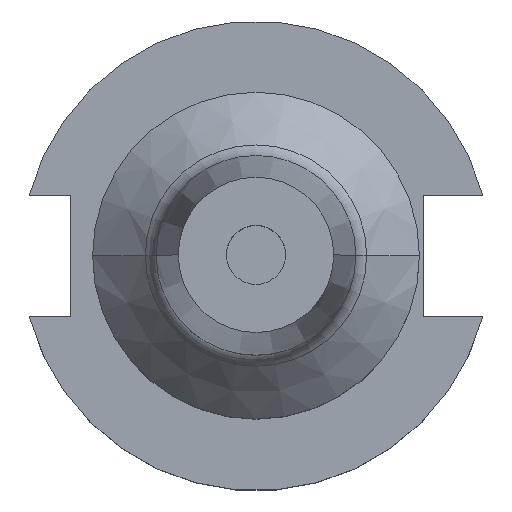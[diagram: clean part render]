
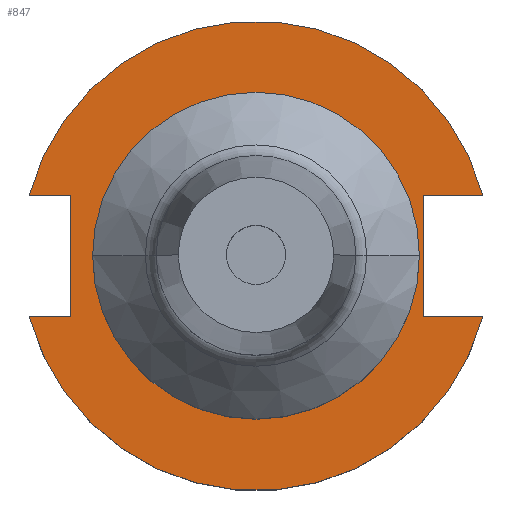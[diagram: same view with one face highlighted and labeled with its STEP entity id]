
A CAD part, top view. The second image highlights one B-rep face of the part: STEP entity #847.
In plain terms, the highlighted planar face has unit normal (0, 0, 1).
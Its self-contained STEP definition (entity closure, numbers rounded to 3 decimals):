
#41 = EDGE_CURVE ( 'NONE', #566, #1220, #114, .T. ) ;
#67 = VERTEX_POINT ( 'NONE', #1678 ) ;
#113 = CARTESIAN_POINT ( 'NONE',  ( -30.675, -8.191, 19.05 ) ) ;
#114 = LINE ( 'NONE', #1238, #1105 ) ;
#139 = ORIENTED_EDGE ( 'NONE', *, *, #996, .F. ) ;
#160 = CARTESIAN_POINT ( 'NONE',  ( 30.675, -8.191, 19.05 ) ) ;
#163 = ORIENTED_EDGE ( 'NONE', *, *, #716, .T. ) ;
#187 = LINE ( 'NONE', #1519, #1165 ) ;
#196 = AXIS2_PLACEMENT_3D ( 'NONE', #1275, #1253, #1232 ) ;
#201 = CARTESIAN_POINT ( 'NONE',  ( -22.1, 0., 19.05 ) ) ;
#204 = LINE ( 'NONE', #471, #1522 ) ;
#215 = CARTESIAN_POINT ( 'NONE',  ( -25.091, 8.191, 19.05 ) ) ;
#259 = CARTESIAN_POINT ( 'NONE',  ( 30.675, 8.191, 19.05 ) ) ;
#268 = CIRCLE ( 'NONE', #196, 31.75 ) ;
#270 = EDGE_CURVE ( 'NONE', #339, #890, #187, .T. ) ;
#282 = AXIS2_PLACEMENT_3D ( 'NONE', #1515, #1393, #1389 ) ;
#339 = VERTEX_POINT ( 'NONE', #215 ) ;
#358 = DIRECTION ( 'NONE',  ( 1., 0., 0. ) ) ;
#370 = EDGE_CURVE ( 'NONE', #1430, #803, #1643, .T. ) ;
#395 = VERTEX_POINT ( 'NONE', #160 ) ;
#398 = DIRECTION ( 'NONE',  ( 1., 0., 0. ) ) ;
#399 = CIRCLE ( 'NONE', #620, 31.75 ) ;
#409 = ORIENTED_EDGE ( 'NONE', *, *, #1281, .T. ) ;
#471 = CARTESIAN_POINT ( 'NONE',  ( -61.091, 8.191, 19.05 ) ) ;
#489 = VERTEX_POINT ( 'NONE', #1699 ) ;
#520 = EDGE_CURVE ( 'NONE', #67, #395, #1103, .T. ) ;
#566 = VERTEX_POINT ( 'NONE', #259 ) ;
#589 = LINE ( 'NONE', #1141, #899 ) ;
#594 = DIRECTION ( 'NONE',  ( 1., 0., 0. ) ) ;
#620 = AXIS2_PLACEMENT_3D ( 'NONE', #1594, #625, #594 ) ;
#625 = DIRECTION ( 'NONE',  ( 0., 0., 1. ) ) ;
#634 = FACE_OUTER_BOUND ( 'NONE', #1653, .T. ) ;
#637 = CARTESIAN_POINT ( 'NONE',  ( 0., -8.191, 19.05 ) ) ;
#677 = DIRECTION ( 'NONE',  ( 0., 0., 1. ) ) ;
#702 = AXIS2_PLACEMENT_3D ( 'NONE', #825, #1023, #1282 ) ;
#716 = EDGE_CURVE ( 'NONE', #489, #339, #204, .T. ) ;
#717 = CARTESIAN_POINT ( 'NONE',  ( 0., 0., 19.05 ) ) ;
#743 = DIRECTION ( 'NONE',  ( 1., 0., 0. ) ) ;
#751 = CIRCLE ( 'NONE', #702, 22.1 ) ;
#797 = CARTESIAN_POINT ( 'NONE',  ( 22.606, 8.191, 19.05 ) ) ;
#803 = VERTEX_POINT ( 'NONE', #201 ) ;
#825 = CARTESIAN_POINT ( 'NONE',  ( 0., 0., 19.05 ) ) ;
#840 = ORIENTED_EDGE ( 'NONE', *, *, #41, .F. ) ;
#847 = ADVANCED_FACE ( 'NONE', ( #991, #634 ), #1621, .F. ) ;
#857 = EDGE_CURVE ( 'NONE', #566, #489, #268, .T. ) ;
#890 = VERTEX_POINT ( 'NONE', #1127 ) ;
#892 = EDGE_CURVE ( 'NONE', #67, #1220, #589, .T. ) ;
#899 = VECTOR ( 'NONE', #1333, 1000. ) ;
#991 = FACE_BOUND ( 'NONE', #1276, .T. ) ;
#996 = EDGE_CURVE ( 'NONE', #1668, #890, #1452, .T. ) ;
#1023 = DIRECTION ( 'NONE',  ( 0., 0., 1. ) ) ;
#1048 = VECTOR ( 'NONE', #1590, 1000. ) ;
#1055 = ORIENTED_EDGE ( 'NONE', *, *, #892, .T. ) ;
#1103 = LINE ( 'NONE', #637, #1405 ) ;
#1105 = VECTOR ( 'NONE', #1431, 1000. ) ;
#1106 = DIRECTION ( 'NONE',  ( 0., -1., 0. ) ) ;
#1108 = CARTESIAN_POINT ( 'NONE',  ( 22.1, 0., 19.05 ) ) ;
#1110 = ORIENTED_EDGE ( 'NONE', *, *, #370, .F. ) ;
#1127 = CARTESIAN_POINT ( 'NONE',  ( -25.091, -8.191, 19.05 ) ) ;
#1141 = CARTESIAN_POINT ( 'NONE',  ( 22.606, 22.1, 19.05 ) ) ;
#1165 = VECTOR ( 'NONE', #1106, 1000. ) ;
#1167 = ORIENTED_EDGE ( 'NONE', *, *, #520, .F. ) ;
#1220 = VERTEX_POINT ( 'NONE', #797 ) ;
#1232 = DIRECTION ( 'NONE',  ( 1., 0., 0. ) ) ;
#1238 = CARTESIAN_POINT ( 'NONE',  ( 0., 8.191, 19.05 ) ) ;
#1253 = DIRECTION ( 'NONE',  ( 0., 0., 1. ) ) ;
#1275 = CARTESIAN_POINT ( 'NONE',  ( 0., 0., 19.05 ) ) ;
#1276 = EDGE_LOOP ( 'NONE', ( #1110, #1332 ) ) ;
#1281 = EDGE_CURVE ( 'NONE', #1668, #395, #399, .T. ) ;
#1282 = DIRECTION ( 'NONE',  ( 1., 0., 0. ) ) ;
#1284 = EDGE_CURVE ( 'NONE', #803, #1430, #751, .T. ) ;
#1332 = ORIENTED_EDGE ( 'NONE', *, *, #1284, .F. ) ;
#1333 = DIRECTION ( 'NONE',  ( 0., 1., 0. ) ) ;
#1389 = DIRECTION ( 'NONE',  ( -1., 0., 0. ) ) ;
#1391 = ORIENTED_EDGE ( 'NONE', *, *, #270, .T. ) ;
#1393 = DIRECTION ( 'NONE',  ( 0., 0., -1. ) ) ;
#1405 = VECTOR ( 'NONE', #398, 1000. ) ;
#1416 = AXIS2_PLACEMENT_3D ( 'NONE', #717, #677, #743 ) ;
#1430 = VERTEX_POINT ( 'NONE', #1108 ) ;
#1431 = DIRECTION ( 'NONE',  ( -1., 0., 0. ) ) ;
#1445 = CARTESIAN_POINT ( 'NONE',  ( -61.091, -8.191, 19.05 ) ) ;
#1452 = LINE ( 'NONE', #1445, #1048 ) ;
#1515 = CARTESIAN_POINT ( 'NONE',  ( 0., 22.1, 19.05 ) ) ;
#1519 = CARTESIAN_POINT ( 'NONE',  ( -25.091, 8.191, 19.05 ) ) ;
#1522 = VECTOR ( 'NONE', #358, 1000. ) ;
#1590 = DIRECTION ( 'NONE',  ( 1., 0., 0. ) ) ;
#1594 = CARTESIAN_POINT ( 'NONE',  ( 0., 0., 19.05 ) ) ;
#1606 = ORIENTED_EDGE ( 'NONE', *, *, #857, .T. ) ;
#1621 = PLANE ( 'NONE',  #282 ) ;
#1643 = CIRCLE ( 'NONE', #1416, 22.1 ) ;
#1653 = EDGE_LOOP ( 'NONE', ( #1391, #139, #409, #1167, #1055, #840, #1606, #163 ) ) ;
#1668 = VERTEX_POINT ( 'NONE', #113 ) ;
#1678 = CARTESIAN_POINT ( 'NONE',  ( 22.606, -8.191, 19.05 ) ) ;
#1699 = CARTESIAN_POINT ( 'NONE',  ( -30.675, 8.191, 19.05 ) ) ;
